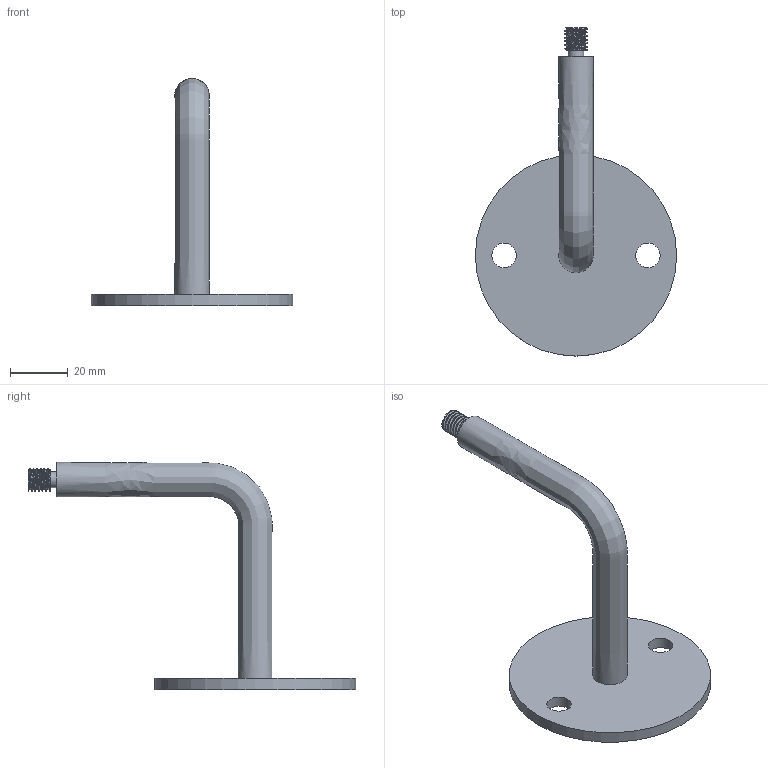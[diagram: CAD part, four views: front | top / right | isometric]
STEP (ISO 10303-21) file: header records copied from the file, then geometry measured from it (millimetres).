
FILE_DESCRIPTION(/* description */ (''),/* implementation_level */ '2;1');
FILE_NAME(/* name */ 'Rohrstuetzen_X160.stp',/* time_stamp */ '2017-07-09T17:23:23+02:00',/* author */ (''),/* organization */ (''),/* preprocessor_version */ 'ST-DEVELOPER v16',/* originating_system */ 'SIEMENS PLM Software NX 11.0',/* authorisation */ '');
FILE_SCHEMA (('AUTOMOTIVE_DESIGN { 1 0 10303 214 3 1 1 1 }'));
Length unit declared in the file: millimetre
Products named in the file (1): Goge0EC46D65tx1a
Bounding box: 70 x 114 x 79 mm (x, y, z)
Volume: 30151.7 mm3; surface area: 13861.4 mm2
Topology: 1 solids, 1 shells, 14 faces, 30 edges, 26 vertices
Faces by surface type: cylinder 6, plane 5, bspline 3
Full cylindrical faces by diameter (mm): 5.5 x1, 8.5 x2, 70 x1
Entity records: 3152 total; most frequent: CARTESIAN_POINT 2810, DIRECTION 54, ORIENTED_EDGE 44, EDGE_LOOP 26, AXIS2_PLACEMENT_3D 26, EDGE_CURVE 22, FACE_BOUND 21, VERTEX_POINT 18
